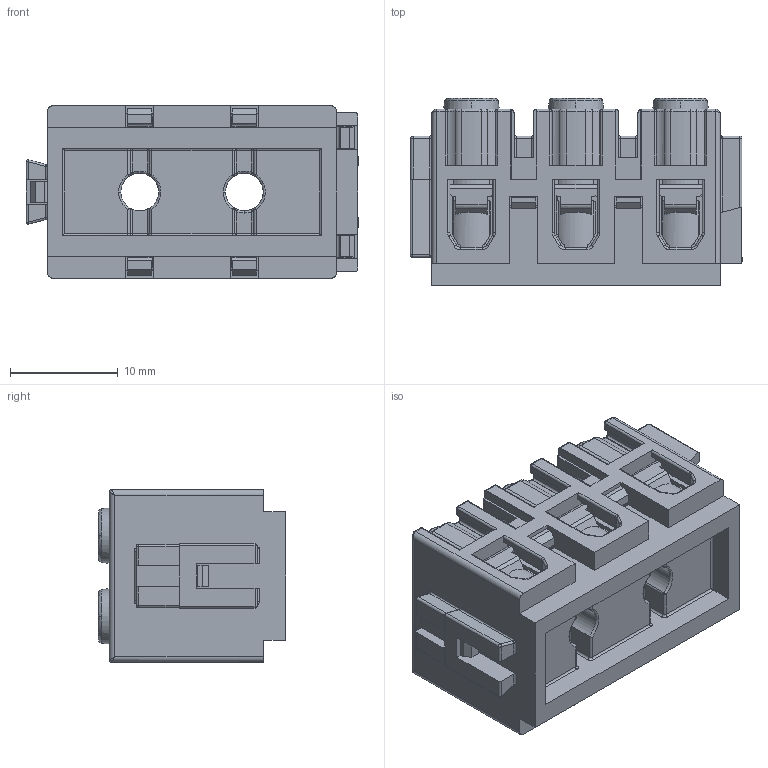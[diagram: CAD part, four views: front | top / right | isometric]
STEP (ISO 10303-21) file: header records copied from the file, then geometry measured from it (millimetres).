
FILE_DESCRIPTION (( 'STEP AP203' ), '1' );
FILE_NAME ('Modül Cihaz Klemensi - No 1-3''lü.STEP', '2021-01-21T11:42:48', ( '' ), ( '' ), 'SwSTEP 2.0', 'SolidWorks 2011', '' );
FILE_SCHEMA (( 'CONFIG_CONTROL_DESIGN' ));
Length unit declared in the file: millimetre
Products named in the file (1): Modül Cihaz Klemensi - No 1-3''lü
Bounding box: 30.8 x 17.35 x 16 mm (x, y, z)
Volume: 5312.3 mm3; surface area: 4709.5 mm2
Topology: 1 solids, 7 shells, 1462 faces, 3930 edges, 2427 vertices
Faces by surface type: plane 671, cylinder 524, bspline 267
Entity records: 52425 total; most frequent: CARTESIAN_POINT 18730, ORIENTED_EDGE 7762, DIRECTION 6015, EDGE_CURVE 3881, VERTEX_POINT 2427, LINE 2277, VECTOR 2277, AXIS2_PLACEMENT_3D 1869
